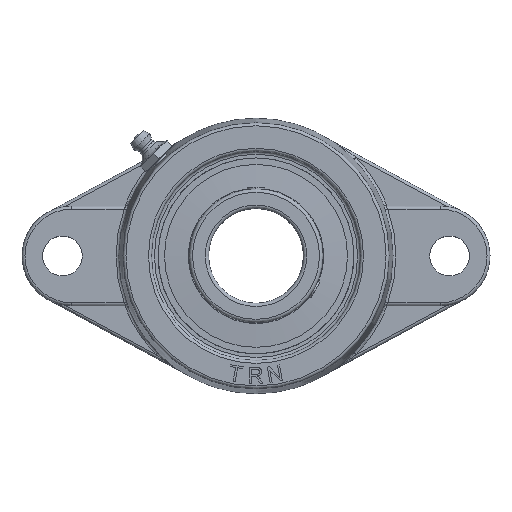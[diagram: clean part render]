
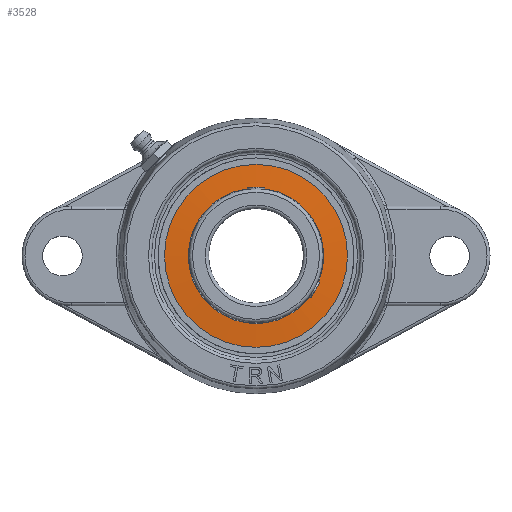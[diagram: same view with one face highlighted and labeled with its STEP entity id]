
A CAD part, top view. The second image highlights one B-rep face of the part: STEP entity #3528.
In plain terms, the highlighted conical face has half-angle 86.103 degrees and reference radius 23.978 mm.
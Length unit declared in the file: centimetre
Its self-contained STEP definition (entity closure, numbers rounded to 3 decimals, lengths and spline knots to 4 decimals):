
#304=CONICAL_SURFACE('',#3831,2.3978,1.503);
#452=CIRCLE('',#3830,2.7559);
#453=CIRCLE('',#3832,2.0396);
#892=VERTEX_POINT('',#8439);
#893=VERTEX_POINT('',#8442);
#1779=EDGE_CURVE('',#892,#892,#452,.T.);
#1780=EDGE_CURVE('',#893,#893,#453,.T.);
#2716=ORIENTED_EDGE('',*,*,#1780,.F.);
#2717=ORIENTED_EDGE('',*,*,#1779,.T.);
#3005=EDGE_LOOP('',(#2716));
#3006=EDGE_LOOP('',(#2717));
#3284=FACE_BOUND('',#3005,.T.);
#3285=FACE_BOUND('',#3006,.T.);
#3528=ADVANCED_FACE('',(#3284,#3285),#304,.T.);
#3830=AXIS2_PLACEMENT_3D('',#8438,#4562,#4563);
#3831=AXIS2_PLACEMENT_3D('',#8440,#4564,#4565);
#3832=AXIS2_PLACEMENT_3D('',#8441,#4566,#4567);
#4562=DIRECTION('',(1.,0.,0.));
#4563=DIRECTION('',(0.,2.756,0.));
#4564=DIRECTION('',(-1.,0.,0.));
#4565=DIRECTION('',(0.,2.398,0.));
#4566=DIRECTION('',(1.,0.,0.));
#4567=DIRECTION('',(0.,2.04,0.));
#8438=CARTESIAN_POINT('',(0.9754,0.,0.));
#8439=CARTESIAN_POINT('',(0.9754,2.7559,0.));
#8440=CARTESIAN_POINT('',(0.9998,0.,0.));
#8441=CARTESIAN_POINT('',(1.0241,0.,0.));
#8442=CARTESIAN_POINT('',(1.0241,2.0396,0.));
